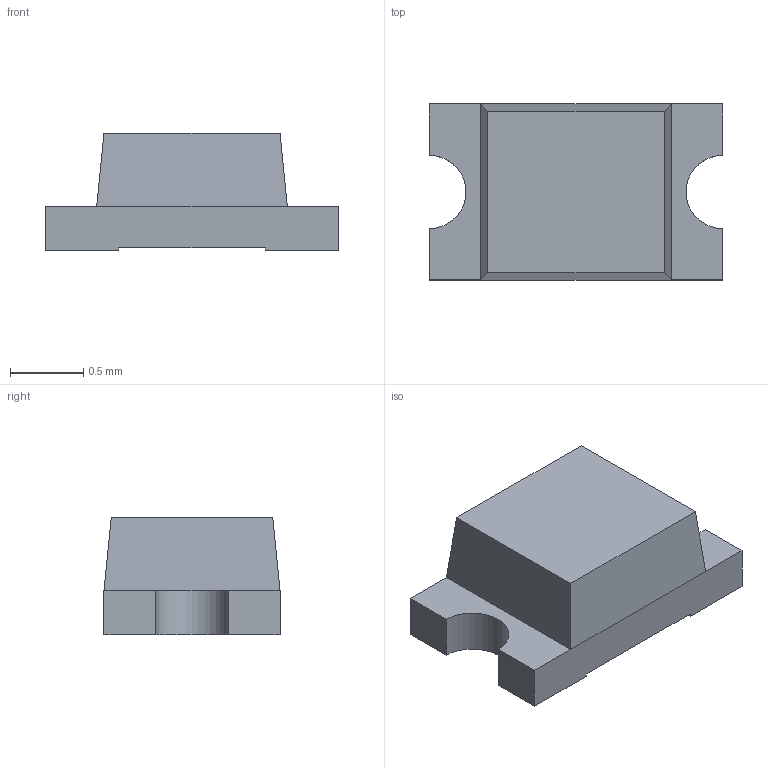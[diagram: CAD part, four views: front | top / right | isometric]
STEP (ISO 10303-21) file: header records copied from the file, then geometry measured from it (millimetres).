
FILE_DESCRIPTION((''),'2;1');
FILE_NAME('LED_0805_OSRAM_R97X','2010-10-01T',('Simon'),(''),'PRO/ENGINEER BY PARAMETRIC TECHNOLOGY CORPORATION, 2008400','PRO/ENGINEER BY PARAMETRIC TECHNOLOGY CORPORATION, 2008400','');
FILE_SCHEMA(('AUTOMOTIVE_DESIGN_CC2 { 1 2 10303 214 -1 1 5 2 }'));
Length unit declared in the file: millimetre
Products named in the file (1): LED_0805_OSRAM_R97X
Bounding box: 2 x 1.2 x 0.8 mm (x, y, z)
Volume: 1.4 mm3; surface area: 8.7 mm2
Topology: 1 solids, 1 shells, 20 faces, 54 edges, 36 vertices
Faces by surface type: plane 18, cylinder 2
Entity records: 1085 total; most frequent: CARTESIAN_POINT 108, DIRECTION 102, ORIENTED_EDGE 100, PRESENTATION_STYLE_ASSIGNMENT 77, STYLED_ITEM 59, CURVE_STYLE 57, VECTOR 50, LINE 50
